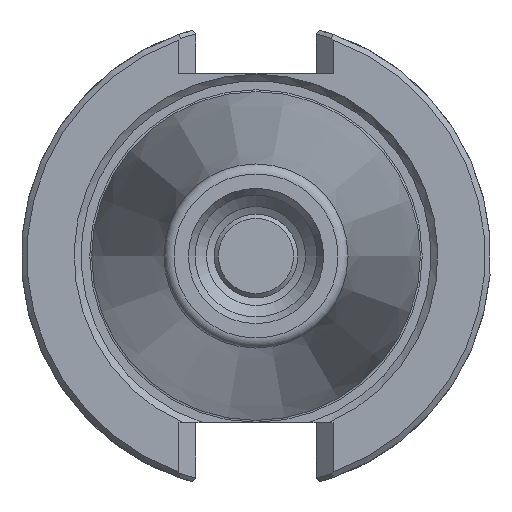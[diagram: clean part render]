
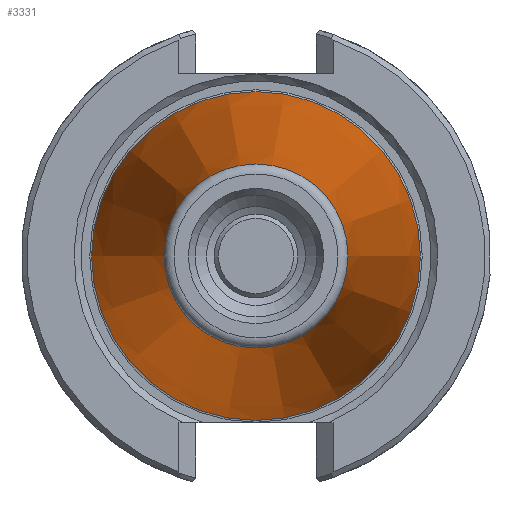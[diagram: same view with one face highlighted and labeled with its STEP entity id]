
A CAD part, left-side view. The second image highlights one B-rep face of the part: STEP entity #3331.
In plain terms, the highlighted conical face has half-angle 8.297 degrees and reference radius 17.248 mm.
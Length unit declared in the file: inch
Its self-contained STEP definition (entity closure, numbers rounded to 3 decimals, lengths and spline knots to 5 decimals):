
#3165=CARTESIAN_POINT('',(0.0,0.875,0.0));
#3166=VERTEX_POINT('',#3165);
#3167=CARTESIAN_POINT('',(0.0,0.0,0.0));
#3168=DIRECTION('',(1.0,0.,0.0));
#3169=DIRECTION('',(0.,1.0,0.0));
#3170=AXIS2_PLACEMENT_3D('',#3167,#3168,#3169);
#3171=CIRCLE('',#3170,0.875);
#3172=EDGE_CURVE('',#3166,#3166,#3171,.T.);
#3296=CARTESIAN_POINT('',(-2.64129,0.48982,0.));
#3297=VERTEX_POINT('',#3296);
#3298=CARTESIAN_POINT('',(-2.64129,0.,0.));
#3299=DIRECTION('',(-1.0,0.0,0.0));
#3300=DIRECTION('',(0.0,-1.0,0.0));
#3301=AXIS2_PLACEMENT_3D('',#3298,#3299,#3300);
#3302=CIRCLE('',#3301,0.48982);
#3303=EDGE_CURVE('',#3297,#3297,#3302,.T.);
#3320=CARTESIAN_POINT('',(-1.34375,0.0,0.0));
#3321=DIRECTION('',(1.0,0.0,0.0));
#3322=DIRECTION('',(0.,1.0,0.0));
#3323=AXIS2_PLACEMENT_3D('',#3320,#3321,#3322);
#3324=CONICAL_SURFACE('',#3323,0.67904,8.297);
#3325=ORIENTED_EDGE('',*,*,#3172,.F.);
#3326=EDGE_LOOP('',(#3325));
#3327=FACE_OUTER_BOUND('',#3326,.T.);
#3328=ORIENTED_EDGE('',*,*,#3303,.F.);
#3329=EDGE_LOOP('',(#3328));
#3330=FACE_BOUND('',#3329,.T.);
#3331=ADVANCED_FACE('',(#3327,#3330),#3324,.T.);
